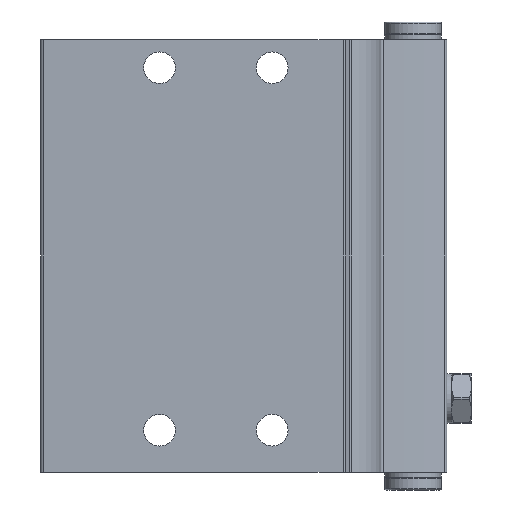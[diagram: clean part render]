
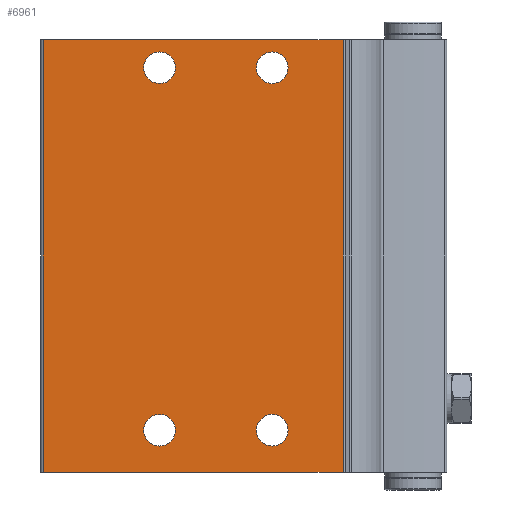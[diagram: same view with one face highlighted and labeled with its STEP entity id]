
A CAD part, front view. The second image highlights one B-rep face of the part: STEP entity #6961.
In plain terms, the highlighted planar face has unit normal (0, -1, 0).
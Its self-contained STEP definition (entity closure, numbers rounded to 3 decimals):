
#178=LINE('',#11311,#745);
#179=LINE('',#11321,#746);
#180=LINE('',#11323,#747);
#181=LINE('',#11325,#748);
#745=VECTOR('',#8735,1000.);
#746=VECTOR('',#8746,1000.);
#747=VECTOR('',#8747,1000.);
#748=VECTOR('',#8748,1000.);
#1294=PLANE('',#7880);
#1563=CIRCLE('',#7881,2.25);
#1564=CIRCLE('',#7882,2.25);
#1565=CIRCLE('',#7883,2.25);
#1566=CIRCLE('',#7884,2.25);
#1955=ORIENTED_EDGE('',*,*,#3802,.F.);
#1956=ORIENTED_EDGE('',*,*,#3803,.F.);
#1957=ORIENTED_EDGE('',*,*,#3804,.F.);
#1958=ORIENTED_EDGE('',*,*,#3805,.F.);
#1959=ORIENTED_EDGE('',*,*,#3806,.F.);
#1960=ORIENTED_EDGE('',*,*,#3801,.F.);
#1961=ORIENTED_EDGE('',*,*,#3807,.T.);
#1962=ORIENTED_EDGE('',*,*,#3808,.T.);
#3801=EDGE_CURVE('',#4718,#4717,#178,.T.);
#3802=EDGE_CURVE('',#4719,#4719,#1563,.T.);
#3803=EDGE_CURVE('',#4720,#4720,#1564,.T.);
#3804=EDGE_CURVE('',#4721,#4721,#1565,.T.);
#3805=EDGE_CURVE('',#4722,#4722,#1566,.T.);
#3806=EDGE_CURVE('',#4717,#4723,#179,.T.);
#3807=EDGE_CURVE('',#4718,#4724,#180,.T.);
#3808=EDGE_CURVE('',#4724,#4723,#181,.T.);
#4717=VERTEX_POINT('',#11308);
#4718=VERTEX_POINT('',#11310);
#4719=VERTEX_POINT('',#11314);
#4720=VERTEX_POINT('',#11316);
#4721=VERTEX_POINT('',#11318);
#4722=VERTEX_POINT('',#11320);
#4723=VERTEX_POINT('',#11322);
#4724=VERTEX_POINT('',#11324);
#5464=EDGE_LOOP('',(#1955));
#5465=EDGE_LOOP('',(#1956));
#5466=EDGE_LOOP('',(#1957));
#5467=EDGE_LOOP('',(#1958));
#5468=EDGE_LOOP('',(#1959,#1960,#1961,#1962));
#6159=FACE_BOUND('',#5464,.T.);
#6160=FACE_BOUND('',#5465,.T.);
#6161=FACE_BOUND('',#5466,.T.);
#6162=FACE_BOUND('',#5467,.T.);
#6163=FACE_BOUND('',#5468,.T.);
#6961=ADVANCED_FACE('',(#6159,#6160,#6161,#6162,#6163),#1294,.T.);
#7880=AXIS2_PLACEMENT_3D('',#11312,#8736,#8737);
#7881=AXIS2_PLACEMENT_3D('',#11313,#8738,#8739);
#7882=AXIS2_PLACEMENT_3D('',#11315,#8740,#8741);
#7883=AXIS2_PLACEMENT_3D('',#11317,#8742,#8743);
#7884=AXIS2_PLACEMENT_3D('',#11319,#8744,#8745);
#8735=DIRECTION('',(0.,0.,1.));
#8736=DIRECTION('',(0.,-1.,0.));
#8737=DIRECTION('',(0.,0.,-1.));
#8738=DIRECTION('',(0.,-1.,0.));
#8739=DIRECTION('',(0.,0.,-1.));
#8740=DIRECTION('',(0.,-1.,0.));
#8741=DIRECTION('',(0.,0.,-1.));
#8742=DIRECTION('',(0.,-1.,0.));
#8743=DIRECTION('',(0.,0.,-1.));
#8744=DIRECTION('',(0.,-1.,0.));
#8745=DIRECTION('',(0.,0.,-1.));
#8746=DIRECTION('',(1.,0.,0.));
#8747=DIRECTION('',(1.,0.,0.));
#8748=DIRECTION('',(0.,0.,1.));
#11308=CARTESIAN_POINT('',(-18.069,0.,0.));
#11310=CARTESIAN_POINT('',(-18.069,0.,-61.5));
#11311=CARTESIAN_POINT('',(-18.069,0.,-61.5));
#11312=CARTESIAN_POINT('',(-18.069,0.,-61.5));
#11313=CARTESIAN_POINT('',(-8.,0.,-6.));
#11314=CARTESIAN_POINT('',(-8.,0.,-8.25));
#11315=CARTESIAN_POINT('',(-8.,0.,-57.5));
#11316=CARTESIAN_POINT('',(-8.,0.,-59.75));
#11317=CARTESIAN_POINT('',(8.,0.,-57.5));
#11318=CARTESIAN_POINT('',(8.,0.,-59.75));
#11319=CARTESIAN_POINT('',(8.,0.,-6.));
#11320=CARTESIAN_POINT('',(8.,0.,-8.25));
#11321=CARTESIAN_POINT('',(-18.069,0.,0.));
#11322=CARTESIAN_POINT('',(24.5,0.,0.));
#11323=CARTESIAN_POINT('',(-18.069,0.,-61.5));
#11324=CARTESIAN_POINT('',(24.5,0.,-61.5));
#11325=CARTESIAN_POINT('',(24.5,0.,-61.5));
